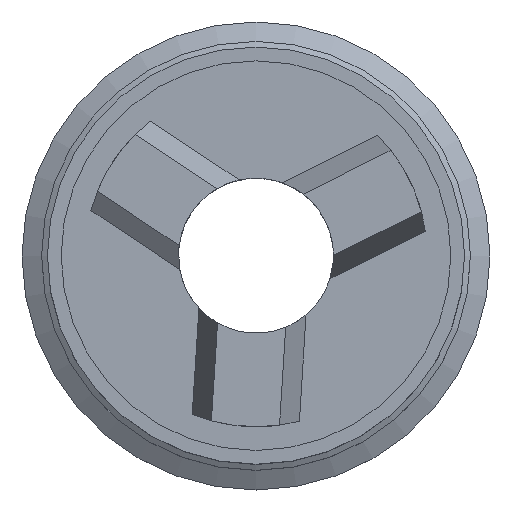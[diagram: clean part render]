
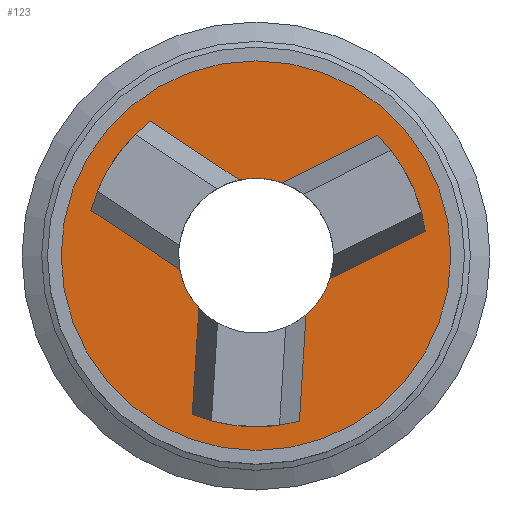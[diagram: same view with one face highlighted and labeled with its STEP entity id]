
A CAD part, top view. The second image highlights one B-rep face of the part: STEP entity #123.
In plain terms, the highlighted planar face has unit normal (0, 0, 1).
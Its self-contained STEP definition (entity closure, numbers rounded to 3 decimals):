
#57=LINE('',#967,#69);
#58=LINE('',#972,#70);
#59=LINE('',#976,#71);
#60=LINE('',#977,#72);
#61=LINE('',#981,#73);
#62=LINE('',#982,#74);
#69=VECTOR('',#709,1.);
#70=VECTOR('',#712,1.);
#71=VECTOR('',#715,1.);
#72=VECTOR('',#716,1.);
#73=VECTOR('',#719,1.);
#74=VECTOR('',#720,1.);
#123=ADVANCED_FACE('',(#167,#168),#152,.F.);
#152=PLANE('',#630);
#167=FACE_BOUND('',#207,.T.);
#168=FACE_BOUND('',#208,.T.);
#207=EDGE_LOOP('',(#277,#278,#279,#280,#281,#282,#283,#284,#285,#286,#287,
#288));
#208=EDGE_LOOP('',(#289));
#277=ORIENTED_EDGE('',*,*,#475,.F.);
#278=ORIENTED_EDGE('',*,*,#476,.T.);
#279=ORIENTED_EDGE('',*,*,#477,.T.);
#280=ORIENTED_EDGE('',*,*,#478,.T.);
#281=ORIENTED_EDGE('',*,*,#479,.F.);
#282=ORIENTED_EDGE('',*,*,#451,.T.);
#283=ORIENTED_EDGE('',*,*,#480,.T.);
#284=ORIENTED_EDGE('',*,*,#481,.T.);
#285=ORIENTED_EDGE('',*,*,#482,.F.);
#286=ORIENTED_EDGE('',*,*,#455,.T.);
#287=ORIENTED_EDGE('',*,*,#483,.F.);
#288=ORIENTED_EDGE('',*,*,#484,.T.);
#289=ORIENTED_EDGE('',*,*,#485,.F.);
#393=VERTEX_POINT('',#863);
#394=VERTEX_POINT('',#864);
#397=VERTEX_POINT('',#878);
#398=VERTEX_POINT('',#879);
#417=VERTEX_POINT('',#968);
#418=VERTEX_POINT('',#969);
#419=VERTEX_POINT('',#971);
#420=VERTEX_POINT('',#973);
#421=VERTEX_POINT('',#975);
#422=VERTEX_POINT('',#978);
#423=VERTEX_POINT('',#980);
#424=VERTEX_POINT('',#983);
#425=VERTEX_POINT('',#986);
#451=EDGE_CURVE('',#393,#394,#521,.T.);
#455=EDGE_CURVE('',#397,#398,#523,.T.);
#475=EDGE_CURVE('',#417,#418,#57,.T.);
#476=EDGE_CURVE('',#417,#419,#529,.T.);
#477=EDGE_CURVE('',#419,#420,#58,.T.);
#478=EDGE_CURVE('',#420,#421,#530,.T.);
#479=EDGE_CURVE('',#393,#421,#59,.T.);
#480=EDGE_CURVE('',#394,#422,#60,.T.);
#481=EDGE_CURVE('',#422,#423,#531,.T.);
#482=EDGE_CURVE('',#397,#423,#61,.T.);
#483=EDGE_CURVE('',#424,#398,#62,.T.);
#484=EDGE_CURVE('',#424,#418,#532,.T.);
#485=EDGE_CURVE('',#425,#425,#533,.T.);
#521=CIRCLE('',#614,2.45);
#523=CIRCLE('',#617,2.45);
#529=CIRCLE('',#625,2.45);
#530=CIRCLE('',#626,1.11);
#531=CIRCLE('',#627,1.11);
#532=CIRCLE('',#628,1.11);
#533=CIRCLE('',#629,2.789);
#614=AXIS2_PLACEMENT_3D('',#862,#687,#688);
#617=AXIS2_PLACEMENT_3D('',#877,#693,#694);
#625=AXIS2_PLACEMENT_3D('',#970,#710,#711);
#626=AXIS2_PLACEMENT_3D('',#974,#713,#714);
#627=AXIS2_PLACEMENT_3D('',#979,#717,#718);
#628=AXIS2_PLACEMENT_3D('',#984,#721,#722);
#629=AXIS2_PLACEMENT_3D('',#985,#723,#724);
#630=AXIS2_PLACEMENT_3D('',#987,#725,#726);
#687=DIRECTION('',(0.,0.,-1.));
#688=DIRECTION('',(-1.,0.,0.));
#693=DIRECTION('',(0.,0.,-1.));
#694=DIRECTION('',(-1.,0.,0.));
#709=DIRECTION('',(0.063,0.998,0.));
#710=DIRECTION('',(0.,0.,-1.));
#711=DIRECTION('',(-1.,0.,0.));
#712=DIRECTION('',(0.063,0.998,0.));
#713=DIRECTION('',(0.,0.,-1.));
#714=DIRECTION('',(-0.998,0.063,0.));
#715=DIRECTION('',(0.833,-0.553,0.));
#716=DIRECTION('',(0.833,-0.553,0.));
#717=DIRECTION('',(0.,0.,-1.));
#718=DIRECTION('',(-0.998,0.063,0.));
#719=DIRECTION('',(-0.896,-0.445,0.));
#720=DIRECTION('',(0.896,0.445,0.));
#721=DIRECTION('',(0.,0.,-1.));
#722=DIRECTION('',(-1.,0.,0.));
#723=DIRECTION('',(0.,0.,-1.));
#724=DIRECTION('',(-1.,0.,0.));
#725=DIRECTION('',(0.,0.,-1.));
#726=DIRECTION('',(0.998,-0.063,0.));
#862=CARTESIAN_POINT('',(0.,0.,-0.1));
#863=CARTESIAN_POINT('',(-2.363,0.647,-0.1));
#864=CARTESIAN_POINT('',(-1.512,1.927,-0.1));
#877=CARTESIAN_POINT('',(0.,0.,-0.1));
#878=CARTESIAN_POINT('',(1.742,1.723,-0.1));
#879=CARTESIAN_POINT('',(2.425,0.346,-0.1));
#967=CARTESIAN_POINT('',(0.468,-4.8,-0.1));
#968=CARTESIAN_POINT('',(0.621,-2.37,-0.1));
#969=CARTESIAN_POINT('',(0.717,-0.848,-0.1));
#970=CARTESIAN_POINT('',(0.,0.,-0.1));
#971=CARTESIAN_POINT('',(-0.913,-2.274,-0.1));
#972=CARTESIAN_POINT('',(-1.066,-4.704,-0.1));
#973=CARTESIAN_POINT('',(-0.817,-0.751,-0.1));
#974=CARTESIAN_POINT('',(0.,0.,-0.1));
#975=CARTESIAN_POINT('',(-1.092,-0.197,-0.1));
#976=CARTESIAN_POINT('',(-6.377,3.314,-0.1));
#977=CARTESIAN_POINT('',(-5.527,4.594,-0.1));
#978=CARTESIAN_POINT('',(-0.242,1.083,-0.1));
#979=CARTESIAN_POINT('',(0.,0.,-0.1));
#980=CARTESIAN_POINT('',(0.376,1.044,-0.1));
#981=CARTESIAN_POINT('',(-0.342,0.688,-0.1));
#982=CARTESIAN_POINT('',(0.342,-0.688,-0.1));
#983=CARTESIAN_POINT('',(1.059,-0.332,-0.1));
#984=CARTESIAN_POINT('',(0.,0.,-0.1));
#985=CARTESIAN_POINT('',(0.,0.,-0.1));
#986=CARTESIAN_POINT('',(-2.789,0.,-0.1));
#987=CARTESIAN_POINT('',(0.,0.,-0.1));
